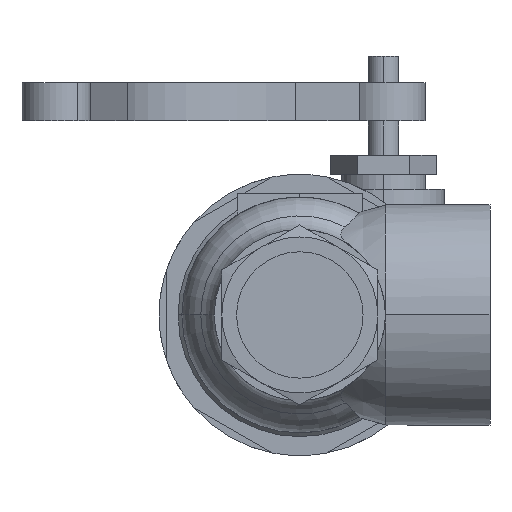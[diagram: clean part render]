
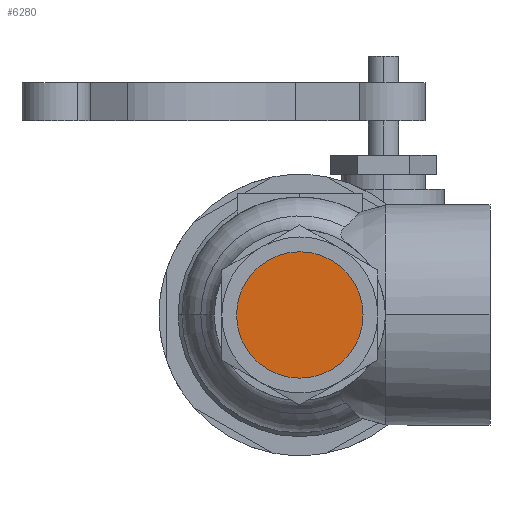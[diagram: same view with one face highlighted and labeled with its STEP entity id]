
A CAD part, front view. The second image highlights one B-rep face of the part: STEP entity #6280.
In plain terms, the highlighted planar face has unit normal (0, -1, 0).
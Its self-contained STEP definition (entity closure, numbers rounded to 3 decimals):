
#6080=CARTESIAN_POINT('',(8.312,-18.,0.));
#6090=DIRECTION('',(0.,-1.,0.));
#6100=DIRECTION('',(-1.,0.,0.));
#6110=AXIS2_PLACEMENT_3D('',#6080,#6090,#6100);
#6120=PLANE('',#6110);
#6130=CARTESIAN_POINT('',(0.,-18.,0.));
#6140=DIRECTION('',(0.,1.,0.));
#6150=DIRECTION('',(1.,0.,0.));
#6160=AXIS2_PLACEMENT_3D('',#6130,#6140,#6150);
#6170=CIRCLE('',#6160,16.625);
#6180=CARTESIAN_POINT('',(16.625,-18.,0.));
#6190=VERTEX_POINT('',#6180);
#6200=CARTESIAN_POINT('',(-16.625,-18.,0.));
#6210=VERTEX_POINT('',#6200);
#6220=EDGE_CURVE('',#6190,#6210,#6170,.T.);
#6230=ORIENTED_EDGE('',*,*,#6220,.F.);
#6240=EDGE_CURVE('',#6210,#6190,#6170,.T.);
#6250=ORIENTED_EDGE('',*,*,#6240,.F.);
#6260=EDGE_LOOP('',(#6250,#6230));
#6270=FACE_OUTER_BOUND('',#6260,.T.);
#6280=ADVANCED_FACE('',(#6270),#6120,.T.);
